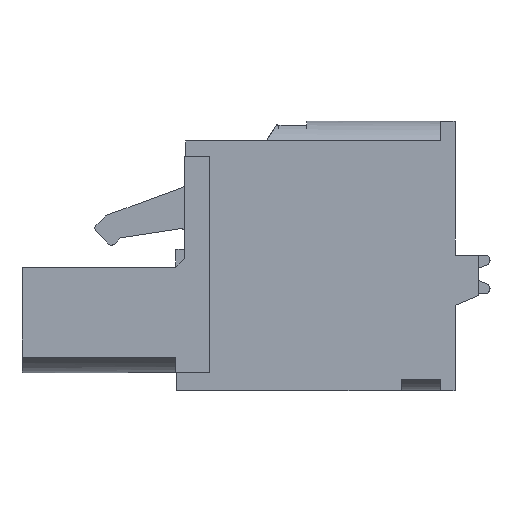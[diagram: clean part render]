
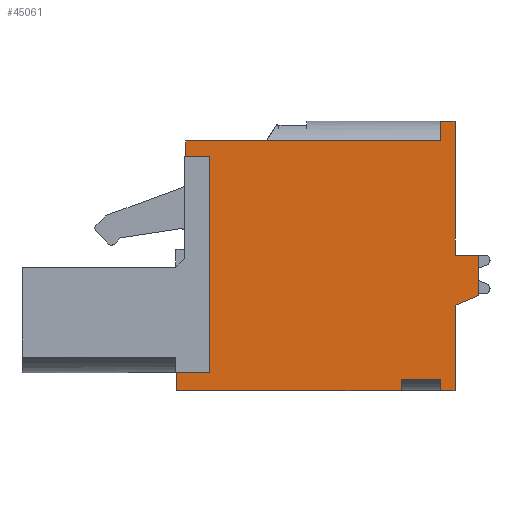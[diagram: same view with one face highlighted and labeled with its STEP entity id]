
A CAD part, left-side view. The second image highlights one B-rep face of the part: STEP entity #45061.
In plain terms, the highlighted planar face has unit normal (-1, 0, 0).
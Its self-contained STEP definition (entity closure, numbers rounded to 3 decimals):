
#4268=ORIENTED_EDGE('',*,*,#17113,.T.);
#4269=ORIENTED_EDGE('',*,*,#14830,.T.);
#4270=ORIENTED_EDGE('',*,*,#15938,.T.);
#4271=ORIENTED_EDGE('',*,*,#15547,.T.);
#4272=ORIENTED_EDGE('',*,*,#17114,.T.);
#4273=ORIENTED_EDGE('',*,*,#15397,.T.);
#4274=ORIENTED_EDGE('',*,*,#15838,.F.);
#4275=ORIENTED_EDGE('',*,*,#15700,.F.);
#4276=ORIENTED_EDGE('',*,*,#17115,.T.);
#4277=ORIENTED_EDGE('',*,*,#17097,.T.);
#4278=ORIENTED_EDGE('',*,*,#17116,.T.);
#4279=ORIENTED_EDGE('',*,*,#17117,.F.);
#4280=ORIENTED_EDGE('',*,*,#15095,.T.);
#4281=ORIENTED_EDGE('',*,*,#17118,.T.);
#4282=ORIENTED_EDGE('',*,*,#17119,.T.);
#4283=ORIENTED_EDGE('',*,*,#17120,.F.);
#4284=ORIENTED_EDGE('',*,*,#17121,.F.);
#4285=ORIENTED_EDGE('',*,*,#15789,.T.);
#14830=EDGE_CURVE('',#21521,#21520,#25923,.T.);
#15095=EDGE_CURVE('',#21786,#21785,#26120,.T.);
#15397=EDGE_CURVE('',#22088,#22087,#26420,.T.);
#15547=EDGE_CURVE('',#22238,#22237,#26570,.T.);
#15700=EDGE_CURVE('',#22389,#22390,#26723,.T.);
#15789=EDGE_CURVE('',#22479,#22478,#26812,.T.);
#15838=EDGE_CURVE('',#22390,#22087,#26846,.T.);
#15938=EDGE_CURVE('',#21520,#22238,#26946,.T.);
#17097=EDGE_CURVE('',#23318,#23317,#27804,.T.);
#17113=EDGE_CURVE('',#22478,#21521,#27810,.T.);
#17114=EDGE_CURVE('',#22237,#22088,#27811,.T.);
#17115=EDGE_CURVE('',#22389,#23318,#27812,.T.);
#17116=EDGE_CURVE('',#23317,#23326,#27813,.T.);
#17117=EDGE_CURVE('',#21786,#23326,#27814,.T.);
#17118=EDGE_CURVE('',#21785,#23327,#27815,.T.);
#17119=EDGE_CURVE('',#23327,#23328,#27816,.T.);
#17120=EDGE_CURVE('',#23329,#23328,#27817,.T.);
#17121=EDGE_CURVE('',#22479,#23329,#27818,.T.);
#21520=VERTEX_POINT('',#62388);
#21521=VERTEX_POINT('',#62390);
#21785=VERTEX_POINT('',#62919);
#21786=VERTEX_POINT('',#62921);
#22087=VERTEX_POINT('',#63542);
#22088=VERTEX_POINT('',#63544);
#22237=VERTEX_POINT('',#63843);
#22238=VERTEX_POINT('',#63845);
#22389=VERTEX_POINT('',#64149);
#22390=VERTEX_POINT('',#64151);
#22478=VERTEX_POINT('',#64328);
#22479=VERTEX_POINT('',#64330);
#23317=VERTEX_POINT('',#66925);
#23318=VERTEX_POINT('',#66927);
#23326=VERTEX_POINT('',#66959);
#23327=VERTEX_POINT('',#66962);
#23328=VERTEX_POINT('',#66964);
#23329=VERTEX_POINT('',#66966);
#25923=LINE('',#62389,#31774);
#26120=LINE('',#62920,#31971);
#26420=LINE('',#63543,#32271);
#26570=LINE('',#63844,#32421);
#26723=LINE('',#64150,#32574);
#26812=LINE('',#64329,#32663);
#26846=LINE('',#64426,#32697);
#26946=LINE('',#64593,#32797);
#27804=LINE('',#66926,#33655);
#27810=LINE('',#66955,#33661);
#27811=LINE('',#66956,#33662);
#27812=LINE('',#66957,#33663);
#27813=LINE('',#66958,#33664);
#27814=LINE('',#66960,#33665);
#27815=LINE('',#66961,#33666);
#27816=LINE('',#66963,#33667);
#27817=LINE('',#66965,#33668);
#27818=LINE('',#66967,#33669);
#31774=VECTOR('',#50223,1000.);
#31971=VECTOR('',#50558,1000.);
#32271=VECTOR('',#50900,1000.);
#32421=VECTOR('',#51052,1000.);
#32574=VECTOR('',#51207,1000.);
#32663=VECTOR('',#51298,1000.);
#32697=VECTOR('',#51382,1000.);
#32797=VECTOR('',#51484,1000.);
#33655=VECTOR('',#53566,1000.);
#33661=VECTOR('',#53602,1000.);
#33662=VECTOR('',#53603,1000.);
#33663=VECTOR('',#53604,1000.);
#33664=VECTOR('',#53605,1000.);
#33665=VECTOR('',#53606,1000.);
#33666=VECTOR('',#53607,1000.);
#33667=VECTOR('',#53608,1000.);
#33668=VECTOR('',#53609,1000.);
#33669=VECTOR('',#53610,1000.);
#38030=EDGE_LOOP('',(#4268,#4269,#4270,#4271,#4272,#4273,#4274,#4275,#4276,
#4277,#4278,#4279,#4280,#4281,#4282,#4283,#4284,#4285));
#40601=FACE_BOUND('',#38030,.T.);
#43023=PLANE('',#47769);
#45061=ADVANCED_FACE('',(#40601),#43023,.T.);
#47769=AXIS2_PLACEMENT_3D('',#66954,#53600,#53601);
#50223=DIRECTION('',(0.,1.,0.));
#50558=DIRECTION('',(0.,0.,1.));
#50900=DIRECTION('',(0.,1.,0.));
#51052=DIRECTION('',(0.,-1.,0.));
#51207=DIRECTION('',(0.,1.,0.));
#51298=DIRECTION('',(0.,1.,0.));
#51382=DIRECTION('',(0.,0.,1.));
#51484=DIRECTION('',(0.,0.,-1.));
#53566=DIRECTION('',(0.,-1.,0.));
#53600=DIRECTION('',(-1.,0.,0.));
#53601=DIRECTION('',(0.,0.,1.));
#53602=DIRECTION('',(0.,0.,-1.));
#53603=DIRECTION('',(0.,0.,-1.));
#53604=DIRECTION('',(0.,0.,1.));
#53605=DIRECTION('',(0.,0.,-1.));
#53606=DIRECTION('',(0.,1.,0.));
#53607=DIRECTION('',(0.,-0.921,0.39));
#53608=DIRECTION('',(0.,0.,1.));
#53609=DIRECTION('',(0.,-1.,0.));
#53610=DIRECTION('',(0.,0.,-1.));
#62388=CARTESIAN_POINT('',(-43.18,7.9,6.4));
#62389=CARTESIAN_POINT('',(-43.18,3.4,6.4));
#62390=CARTESIAN_POINT('',(-43.18,-6.3,6.4));
#62919=CARTESIAN_POINT('',(-43.18,-7.1,-2.75));
#62920=CARTESIAN_POINT('',(-43.18,-7.1,-7.5));
#62921=CARTESIAN_POINT('',(-43.18,-7.1,-7.5));
#63542=CARTESIAN_POINT('',(-43.18,8.4,-6.5));
#63543=CARTESIAN_POINT('',(-43.18,8.4,-6.5));
#63544=CARTESIAN_POINT('',(-43.18,6.57,-6.5));
#63843=CARTESIAN_POINT('',(-43.18,6.57,5.55));
#63844=CARTESIAN_POINT('',(-43.18,7.9,5.55));
#63845=CARTESIAN_POINT('',(-43.18,7.9,5.55));
#64149=CARTESIAN_POINT('',(-43.18,-4.1,-7.5));
#64150=CARTESIAN_POINT('',(-43.18,-8.4,-7.5));
#64151=CARTESIAN_POINT('',(-43.18,8.4,-7.5));
#64328=CARTESIAN_POINT('',(-43.18,-6.3,7.5));
#64329=CARTESIAN_POINT('',(-43.18,-8.4,7.5));
#64330=CARTESIAN_POINT('',(-43.18,-7.1,7.5));
#64426=CARTESIAN_POINT('',(-43.18,8.4,-7.5));
#64593=CARTESIAN_POINT('',(-43.18,7.9,6.4));
#66925=CARTESIAN_POINT('',(-43.18,-6.3,-6.9));
#66926=CARTESIAN_POINT('',(-43.18,-4.1,-6.9));
#66927=CARTESIAN_POINT('',(-43.18,-4.1,-6.9));
#66954=CARTESIAN_POINT('',(-43.18,-8.4,-7.5));
#66955=CARTESIAN_POINT('',(-43.18,-6.3,7.701));
#66956=CARTESIAN_POINT('',(-43.18,6.57,5.55));
#66957=CARTESIAN_POINT('',(-43.18,-4.1,-7.5));
#66958=CARTESIAN_POINT('',(-43.18,-6.3,-6.9));
#66959=CARTESIAN_POINT('',(-43.18,-6.3,-7.5));
#66960=CARTESIAN_POINT('',(-43.18,-8.4,-7.5));
#66961=CARTESIAN_POINT('',(-43.18,-7.1,-2.75));
#66962=CARTESIAN_POINT('',(-43.18,-8.4,-2.2));
#66963=CARTESIAN_POINT('',(-43.18,-8.4,-7.5));
#66964=CARTESIAN_POINT('',(-43.18,-8.4,0.05));
#66965=CARTESIAN_POINT('',(-43.18,-8.4,0.05));
#66966=CARTESIAN_POINT('',(-43.18,-7.1,0.05));
#66967=CARTESIAN_POINT('',(-43.18,-7.1,7.5));
